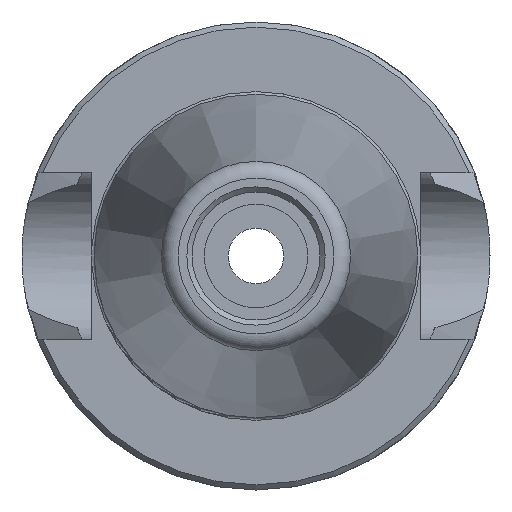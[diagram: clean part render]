
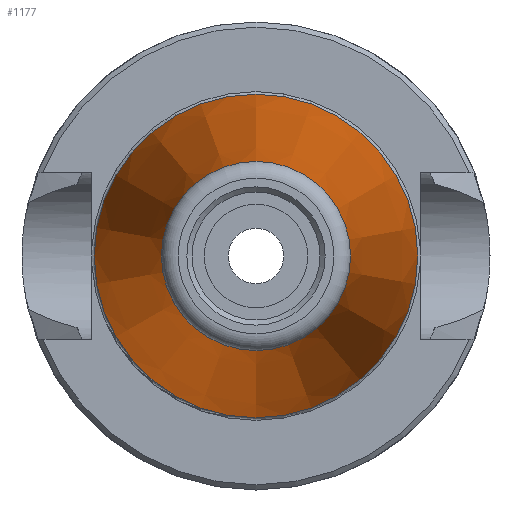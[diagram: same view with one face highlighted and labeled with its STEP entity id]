
A CAD part, left-side view. The second image highlights one B-rep face of the part: STEP entity #1177.
In plain terms, the highlighted conical face has half-angle 7.973 degrees and reference radius 15.875 mm.
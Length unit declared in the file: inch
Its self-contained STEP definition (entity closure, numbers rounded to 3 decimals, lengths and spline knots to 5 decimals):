
#103=LINE('',#1976,#163);
#163=VECTOR('',#1584,0.625);
#211=CONICAL_SURFACE('',#1317,0.625,0.139);
#291=FACE_OUTER_BOUND('',#377,.T.);
#377=EDGE_LOOP('',(#915,#916,#917,#918,#919,#920));
#464=CIRCLE('',#1313,0.36534);
#465=CIRCLE('',#1314,0.36534);
#467=CIRCLE('',#1318,0.625);
#468=CIRCLE('',#1319,0.625);
#559=VERTEX_POINT('',#1964);
#560=VERTEX_POINT('',#1966);
#562=VERTEX_POINT('',#1973);
#563=VERTEX_POINT('',#1974);
#689=EDGE_CURVE('',#559,#560,#464,.T.);
#690=EDGE_CURVE('',#560,#559,#465,.T.);
#692=EDGE_CURVE('',#562,#563,#467,.T.);
#693=EDGE_CURVE('',#563,#560,#103,.T.);
#694=EDGE_CURVE('',#563,#562,#468,.T.);
#915=ORIENTED_EDGE('',*,*,#692,.T.);
#916=ORIENTED_EDGE('',*,*,#693,.T.);
#917=ORIENTED_EDGE('',*,*,#689,.F.);
#918=ORIENTED_EDGE('',*,*,#690,.F.);
#919=ORIENTED_EDGE('',*,*,#693,.F.);
#920=ORIENTED_EDGE('',*,*,#694,.T.);
#1177=ADVANCED_FACE('',(#291),#211,.T.);
#1313=AXIS2_PLACEMENT_3D('',#1967,#1572,#1573);
#1314=AXIS2_PLACEMENT_3D('',#1968,#1574,#1575);
#1317=AXIS2_PLACEMENT_3D('',#1972,#1580,#1581);
#1318=AXIS2_PLACEMENT_3D('',#1975,#1582,#1583);
#1319=AXIS2_PLACEMENT_3D('',#1977,#1585,#1586);
#1572=DIRECTION('center_axis',(-1.,0.,0.));
#1573=DIRECTION('ref_axis',(0.,0.,-1.));
#1574=DIRECTION('center_axis',(-1.,0.,0.));
#1575=DIRECTION('ref_axis',(0.,0.,-1.));
#1580=DIRECTION('center_axis',(1.,0.,0.));
#1581=DIRECTION('ref_axis',(0.,0.,-1.));
#1582=DIRECTION('center_axis',(-1.,0.,0.));
#1583=DIRECTION('ref_axis',(0.,0.,1.));
#1584=DIRECTION('',(-0.99,0.,-0.139));
#1585=DIRECTION('center_axis',(-1.,0.,0.));
#1586=DIRECTION('ref_axis',(0.,0.,1.));
#1964=CARTESIAN_POINT('',(-1.85402,0.,-0.36534));
#1966=CARTESIAN_POINT('',(-1.85402,0.,0.36534));
#1967=CARTESIAN_POINT('Origin',(-1.85402,0.,0.));
#1968=CARTESIAN_POINT('Origin',(-1.85402,0.,0.));
#1972=CARTESIAN_POINT('Origin',(0.,0.,0.));
#1973=CARTESIAN_POINT('',(0.,0.,-0.625));
#1974=CARTESIAN_POINT('',(0.,0.,0.625));
#1975=CARTESIAN_POINT('Origin',(0.,0.,0.));
#1976=CARTESIAN_POINT('',(0.,0.,0.625));
#1977=CARTESIAN_POINT('Origin',(0.,0.,0.));
